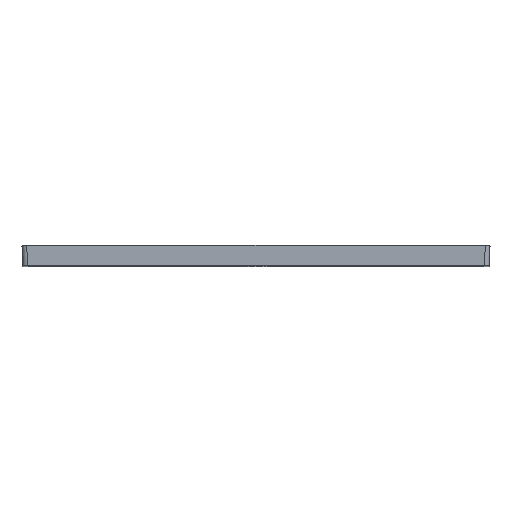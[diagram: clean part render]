
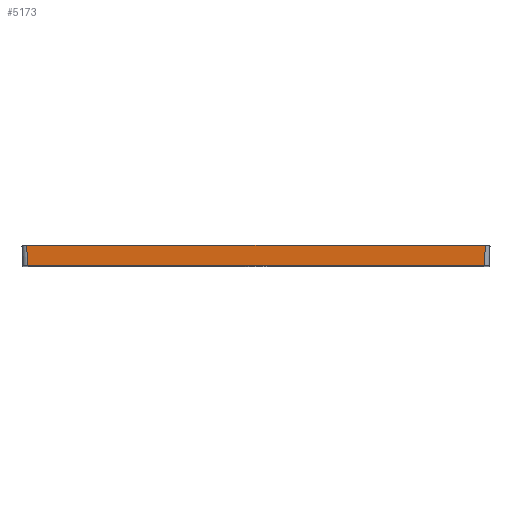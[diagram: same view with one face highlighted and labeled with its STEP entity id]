
A CAD part, top view. The second image highlights one B-rep face of the part: STEP entity #5173.
In plain terms, the highlighted planar face has unit normal (0, -0.035, 0.999).
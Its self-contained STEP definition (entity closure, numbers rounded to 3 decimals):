
#1413=PLANE('',#37776);
#2203=LINE('',#55120,#3330);
#2214=LINE('',#55158,#3341);
#2215=LINE('',#55160,#3342);
#2216=LINE('',#55162,#3343);
#3330=VECTOR('',#42420,1.);
#3341=VECTOR('',#42451,1.);
#3342=VECTOR('',#42454,1.);
#3343=VECTOR('',#42455,1.);
#5173=ADVANCED_FACE('',(#8252),#1413,.T.);
#8252=FACE_OUTER_BOUND('',#10578,.T.);
#10578=EDGE_LOOP('',(#16643,#16644,#16645,#16646));
#16643=ORIENTED_EDGE('',*,*,#30435,.F.);
#16644=ORIENTED_EDGE('',*,*,#30436,.F.);
#16645=ORIENTED_EDGE('',*,*,#30437,.F.);
#16646=ORIENTED_EDGE('',*,*,#30416,.F.);
#26672=VERTEX_POINT('',#55119);
#26673=VERTEX_POINT('',#55121);
#26689=VERTEX_POINT('',#55157);
#26690=VERTEX_POINT('',#55161);
#30416=EDGE_CURVE('',#26672,#26673,#2203,.T.);
#30435=EDGE_CURVE('',#26689,#26672,#2214,.T.);
#30436=EDGE_CURVE('',#26690,#26689,#2215,.T.);
#30437=EDGE_CURVE('',#26673,#26690,#2216,.T.);
#37776=AXIS2_PLACEMENT_3D('',#55163,#42456,#42457);
#42420=DIRECTION('',(-1.,0.,0.));
#42451=DIRECTION('',(-0.035,-0.999,-0.035));
#42454=DIRECTION('',(1.,0.,0.));
#42455=DIRECTION('',(-0.035,0.999,0.035));
#42456=DIRECTION('',(0.,-0.035,0.999));
#42457=DIRECTION('',(1.,0.,0.));
#55119=CARTESIAN_POINT('',(184.714,0.335,-0.371));
#55120=CARTESIAN_POINT('',(184.714,0.335,-0.371));
#55121=CARTESIAN_POINT('',(2.27,0.335,-0.371));
#55157=CARTESIAN_POINT('',(184.993,8.335,-0.092));
#55158=CARTESIAN_POINT('',(184.993,8.335,-0.092));
#55160=CARTESIAN_POINT('',(1.991,8.335,-0.092));
#55161=CARTESIAN_POINT('',(1.991,8.335,-0.092));
#55162=CARTESIAN_POINT('',(2.27,0.335,-0.371));
#55163=CARTESIAN_POINT('',(93.492,4.209,-0.236));
